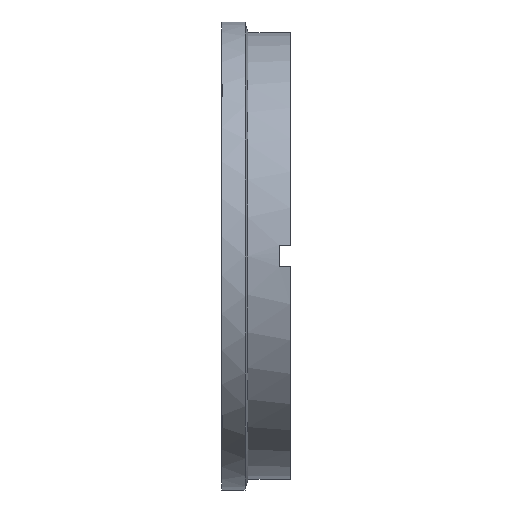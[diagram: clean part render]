
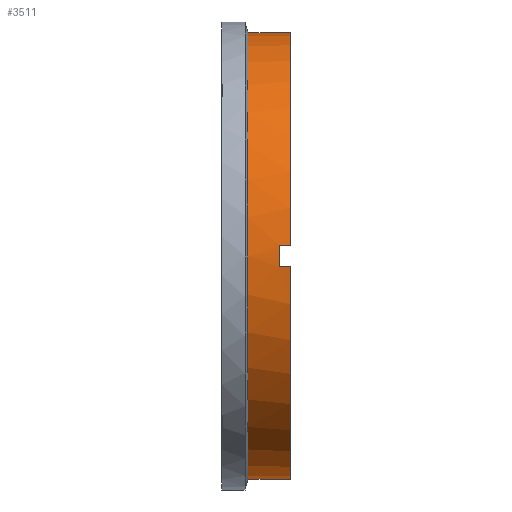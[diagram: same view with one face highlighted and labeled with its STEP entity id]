
A CAD part, left-side view. The second image highlights one B-rep face of the part: STEP entity #3511.
In plain terms, the highlighted cylindrical face has radius 315 mm (diameter 630 mm), a partial arc.
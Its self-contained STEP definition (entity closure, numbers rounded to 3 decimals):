
#103 = EDGE_CURVE ( 'NONE', #797, #1961, #1343, .T. ) ;
#178 = AXIS2_PLACEMENT_3D ( 'NONE', #847, #1922, #3040 ) ;
#435 = CIRCLE ( 'NONE', #1008, 315. ) ;
#457 = CARTESIAN_POINT ( 'NONE',  ( 0., -37.02, -315. ) ) ;
#514 = EDGE_LOOP ( 'NONE', ( #3050, #3180, #3303, #1063, #2500, #1060, #927, #2725 ) ) ;
#537 = EDGE_CURVE ( 'NONE', #797, #2339, #3520, .T. ) ;
#596 = CARTESIAN_POINT ( 'NONE',  ( 0., -97., 0. ) ) ;
#658 = CARTESIAN_POINT ( 'NONE',  ( -314.631, -97., 15.25 ) ) ;
#668 = CARTESIAN_POINT ( 'NONE',  ( -314.631, 0., -15.25 ) ) ;
#680 = CARTESIAN_POINT ( 'NONE',  ( 0., 0., 315. ) ) ;
#688 = CARTESIAN_POINT ( 'NONE',  ( 0., -37.02, 0. ) ) ;
#714 = DIRECTION ( 'NONE',  ( 0., 0., -1. ) ) ;
#787 = VERTEX_POINT ( 'NONE', #658 ) ;
#797 = VERTEX_POINT ( 'NONE', #1231 ) ;
#823 = EDGE_CURVE ( 'NONE', #1596, #1232, #1473, .T. ) ;
#830 = VERTEX_POINT ( 'NONE', #2287 ) ;
#834 = EDGE_CURVE ( 'NONE', #1596, #1161, #435, .T. ) ;
#847 = CARTESIAN_POINT ( 'NONE',  ( 0., -81., 0. ) ) ;
#904 = VECTOR ( 'NONE', #1909, 1000. ) ;
#927 = ORIENTED_EDGE ( 'NONE', *, *, #1132, .T. ) ;
#981 = CYLINDRICAL_SURFACE ( 'NONE', #3102, 315. ) ;
#994 = LINE ( 'NONE', #1680, #904 ) ;
#1008 = AXIS2_PLACEMENT_3D ( 'NONE', #1213, #3160, #3448 ) ;
#1060 = ORIENTED_EDGE ( 'NONE', *, *, #1594, .F. ) ;
#1063 = ORIENTED_EDGE ( 'NONE', *, *, #834, .F. ) ;
#1132 = EDGE_CURVE ( 'NONE', #830, #787, #994, .T. ) ;
#1154 = CIRCLE ( 'NONE', #3165, 315. ) ;
#1161 = VERTEX_POINT ( 'NONE', #1461 ) ;
#1213 = CARTESIAN_POINT ( 'NONE',  ( 0., -97., 0. ) ) ;
#1231 = CARTESIAN_POINT ( 'NONE',  ( 0., -37.02, 315. ) ) ;
#1232 = VERTEX_POINT ( 'NONE', #1434 ) ;
#1256 = DIRECTION ( 'NONE',  ( 0., 0., -1. ) ) ;
#1343 = LINE ( 'NONE', #680, #3385 ) ;
#1403 = DIRECTION ( 'NONE',  ( 0., -1., 0. ) ) ;
#1434 = CARTESIAN_POINT ( 'NONE',  ( -314.631, -81., -15.25 ) ) ;
#1461 = CARTESIAN_POINT ( 'NONE',  ( 0., -97., -315. ) ) ;
#1473 = LINE ( 'NONE', #668, #2109 ) ;
#1594 = EDGE_CURVE ( 'NONE', #830, #1232, #2565, .T. ) ;
#1596 = VERTEX_POINT ( 'NONE', #2467 ) ;
#1680 = CARTESIAN_POINT ( 'NONE',  ( -314.631, 0., 15.25 ) ) ;
#1797 = EDGE_CURVE ( 'NONE', #2339, #1161, #2099, .T. ) ;
#1909 = DIRECTION ( 'NONE',  ( 0., -1., 0. ) ) ;
#1922 = DIRECTION ( 'NONE',  ( 0., -1., 0. ) ) ;
#1961 = VERTEX_POINT ( 'NONE', #2432 ) ;
#2016 = VECTOR ( 'NONE', #2845, 1000. ) ;
#2053 = DIRECTION ( 'NONE',  ( 0., -1., 0. ) ) ;
#2091 = CARTESIAN_POINT ( 'NONE',  ( 0., 0., 0. ) ) ;
#2099 = LINE ( 'NONE', #2892, #2016 ) ;
#2109 = VECTOR ( 'NONE', #2589, 1000. ) ;
#2287 = CARTESIAN_POINT ( 'NONE',  ( -314.631, -81., 15.25 ) ) ;
#2339 = VERTEX_POINT ( 'NONE', #457 ) ;
#2420 = AXIS2_PLACEMENT_3D ( 'NONE', #688, #3498, #714 ) ;
#2432 = CARTESIAN_POINT ( 'NONE',  ( 0., -97., 315. ) ) ;
#2467 = CARTESIAN_POINT ( 'NONE',  ( -314.631, -97., -15.25 ) ) ;
#2500 = ORIENTED_EDGE ( 'NONE', *, *, #823, .T. ) ;
#2565 = CIRCLE ( 'NONE', #178, 315. ) ;
#2589 = DIRECTION ( 'NONE',  ( 0., 1., 0. ) ) ;
#2594 = DIRECTION ( 'NONE',  ( 0., -1., 0. ) ) ;
#2725 = ORIENTED_EDGE ( 'NONE', *, *, #3269, .F. ) ;
#2769 = DIRECTION ( 'NONE',  ( 0., 0., -1. ) ) ;
#2845 = DIRECTION ( 'NONE',  ( 0., -1., 0. ) ) ;
#2892 = CARTESIAN_POINT ( 'NONE',  ( 0., 0., -315. ) ) ;
#3040 = DIRECTION ( 'NONE',  ( 0., 0., -1. ) ) ;
#3050 = ORIENTED_EDGE ( 'NONE', *, *, #103, .F. ) ;
#3102 = AXIS2_PLACEMENT_3D ( 'NONE', #2091, #2053, #1256 ) ;
#3108 = FACE_OUTER_BOUND ( 'NONE', #514, .T. ) ;
#3160 = DIRECTION ( 'NONE',  ( 0., -1., 0. ) ) ;
#3165 = AXIS2_PLACEMENT_3D ( 'NONE', #596, #1403, #2769 ) ;
#3180 = ORIENTED_EDGE ( 'NONE', *, *, #537, .T. ) ;
#3269 = EDGE_CURVE ( 'NONE', #1961, #787, #1154, .T. ) ;
#3303 = ORIENTED_EDGE ( 'NONE', *, *, #1797, .T. ) ;
#3385 = VECTOR ( 'NONE', #2594, 1000. ) ;
#3448 = DIRECTION ( 'NONE',  ( 0., 0., -1. ) ) ;
#3498 = DIRECTION ( 'NONE',  ( 0., -1., 0. ) ) ;
#3511 = ADVANCED_FACE ( 'NONE', ( #3108 ), #981, .T. ) ;
#3520 = CIRCLE ( 'NONE', #2420, 315. ) ;
